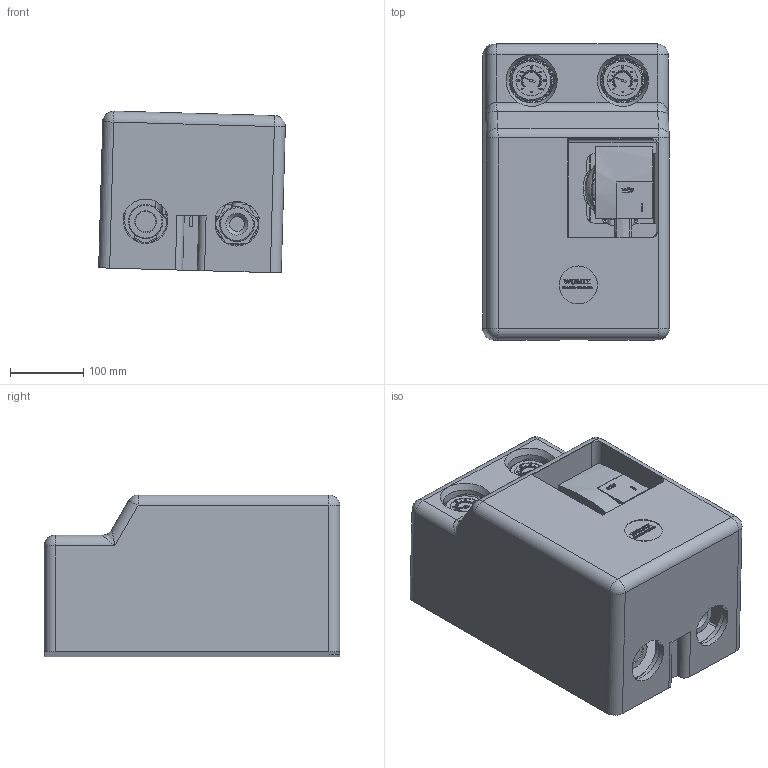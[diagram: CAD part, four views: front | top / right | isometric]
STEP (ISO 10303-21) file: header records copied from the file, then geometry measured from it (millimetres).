
FILE_DESCRIPTION(/* description */ (''),/* implementation_level */ '2;1');
FILE_NAME(/* name */ 'SA125-DN25_Wilo.stp',/* time_stamp */ '2015-11-26T21:30:02+01:00',/* author */ ('ARTUR'),/* organization */ (''),/* preprocessor_version */ 'ST-DEVELOPER v15.6',/* originating_system */ 'Autodesk Inventor 2015',/* authorisation */ '');
FILE_SCHEMA (('CONFIG_CONTROL_DESIGN'));
Products named in the file (1): SA125-DN25_Wilo
Bounding box: 255.49 x 405 x 221.48 mm (x, y, z)
Volume: 10875371.4 mm3; surface area: 1098253.6 mm2
Topology: 1 solids, 1 shells, 2897 faces, 8036 edges, 5191 vertices
Faces by surface type: plane 1804, cylinder 681, bspline 261, sphere 53, torus 50, cone 48
Full cylindrical faces by diameter (mm): 6.647 x1, 10 x4, 13 x2, 13.654 x2, 15 x1, 25 x3, 30 x2, 33 x3, 33.8 x1, 35 x2, 37.8 x1, 38 x1, 41.7 x1, 42 x3, 47 x2, 47.7 x1, 48.3 x2, 52 x3, 56 x2, 62 x2, 63 x1
Entity records: 99923 total; most frequent: CARTESIAN_POINT 26019, ORIENTED_EDGE 15716, DIRECTION 14132, EDGE_CURVE 7858, LINE 5628, VECTOR 5628, VERTEX_POINT 5159, AXIS2_PLACEMENT_3D 4252
